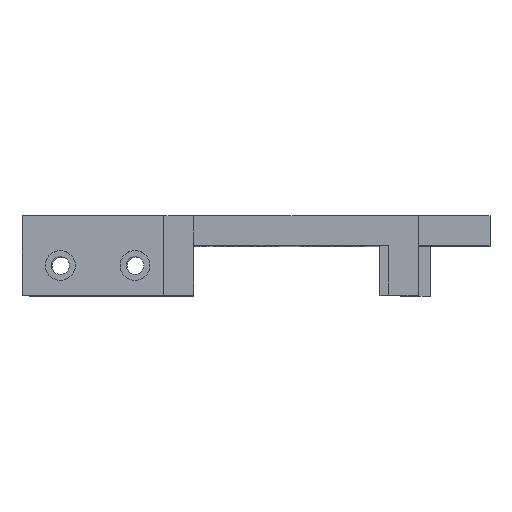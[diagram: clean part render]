
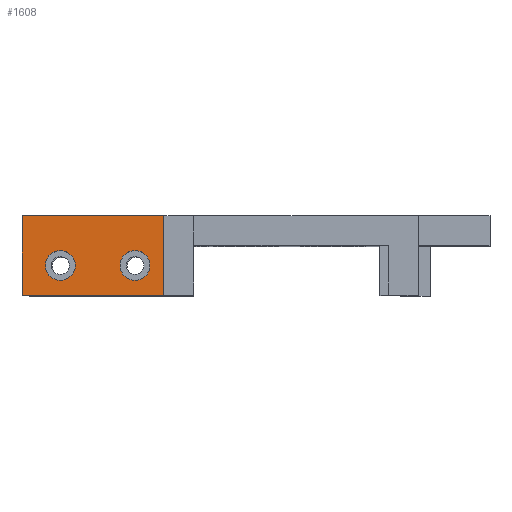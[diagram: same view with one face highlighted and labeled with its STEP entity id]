
A CAD part, top view. The second image highlights one B-rep face of the part: STEP entity #1608.
In plain terms, the highlighted planar face has unit normal (0, 0, 1).
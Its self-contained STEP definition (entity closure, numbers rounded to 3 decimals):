
#60=FACE_BOUND('',#327,.T.);
#61=FACE_BOUND('',#328,.T.);
#111=PLANE('',#1793);
#200=FACE_OUTER_BOUND('',#326,.T.);
#326=EDGE_LOOP('',(#1408,#1409,#1410,#1411));
#327=EDGE_LOOP('',(#1412));
#328=EDGE_LOOP('',(#1413));
#476=LINE('',#2683,#619);
#478=LINE('',#2687,#621);
#479=LINE('',#2689,#622);
#480=LINE('',#2690,#623);
#619=VECTOR('',#2231,10.);
#621=VECTOR('',#2235,10.);
#622=VECTOR('',#2236,10.);
#623=VECTOR('',#2237,10.);
#679=CIRCLE('',#1714,3.);
#682=CIRCLE('',#1719,3.);
#773=VERTEX_POINT('',#2454);
#776=VERTEX_POINT('',#2463);
#843=VERTEX_POINT('',#2680);
#844=VERTEX_POINT('',#2682);
#845=VERTEX_POINT('',#2686);
#846=VERTEX_POINT('',#2688);
#938=EDGE_CURVE('',#773,#773,#679,.T.);
#942=EDGE_CURVE('',#776,#776,#682,.T.);
#1048=EDGE_CURVE('',#843,#844,#476,.T.);
#1050=EDGE_CURVE('',#843,#845,#478,.T.);
#1051=EDGE_CURVE('',#845,#846,#479,.T.);
#1052=EDGE_CURVE('',#846,#844,#480,.T.);
#1408=ORIENTED_EDGE('',*,*,#1050,.T.);
#1409=ORIENTED_EDGE('',*,*,#1051,.T.);
#1410=ORIENTED_EDGE('',*,*,#1052,.T.);
#1411=ORIENTED_EDGE('',*,*,#1048,.F.);
#1412=ORIENTED_EDGE('',*,*,#938,.F.);
#1413=ORIENTED_EDGE('',*,*,#942,.F.);
#1608=ADVANCED_FACE('',(#200,#60,#61),#111,.F.);
#1714=AXIS2_PLACEMENT_3D('',#2455,#1995,#1996);
#1719=AXIS2_PLACEMENT_3D('',#2464,#2006,#2007);
#1793=AXIS2_PLACEMENT_3D('',#2685,#2233,#2234);
#1995=DIRECTION('center_axis',(0.,0.,1.));
#1996=DIRECTION('ref_axis',(-1.,0.,0.));
#2006=DIRECTION('center_axis',(0.,0.,1.));
#2007=DIRECTION('ref_axis',(-1.,0.,0.));
#2231=DIRECTION('',(0.,-1.,0.));
#2233=DIRECTION('center_axis',(0.,0.,-1.));
#2234=DIRECTION('ref_axis',(1.,0.,0.));
#2235=DIRECTION('',(-1.,0.,0.));
#2236=DIRECTION('',(0.,-1.,0.));
#2237=DIRECTION('',(1.,0.,0.));
#2454=CARTESIAN_POINT('',(6.697,-4.,58.605));
#2455=CARTESIAN_POINT('Origin',(3.697,-4.,58.605));
#2463=CARTESIAN_POINT('',(-8.303,-4.,58.605));
#2464=CARTESIAN_POINT('Origin',(-11.303,-4.,58.605));
#2680=CARTESIAN_POINT('',(9.497,6.,58.605));
#2682=CARTESIAN_POINT('',(9.497,-10.,58.605));
#2683=CARTESIAN_POINT('',(9.497,6.,58.605));
#2685=CARTESIAN_POINT('Origin',(-19.003,6.,58.605));
#2686=CARTESIAN_POINT('',(-19.003,6.,58.605));
#2687=CARTESIAN_POINT('',(15.497,6.,58.605));
#2688=CARTESIAN_POINT('',(-19.003,-10.,58.605));
#2689=CARTESIAN_POINT('',(-19.003,6.,58.605));
#2690=CARTESIAN_POINT('',(15.497,-10.,58.605));
